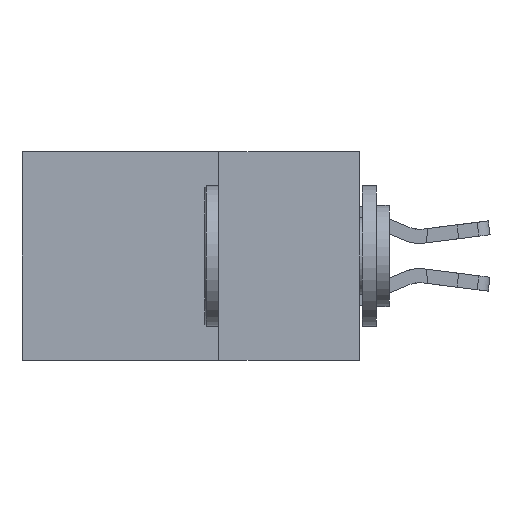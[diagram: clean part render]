
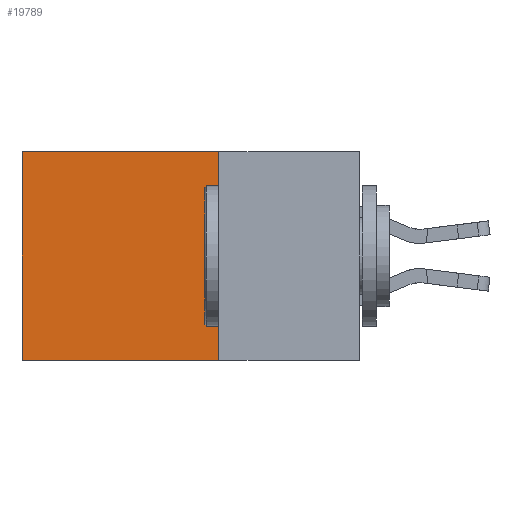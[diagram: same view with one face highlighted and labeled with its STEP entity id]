
A CAD part, left-side view. The second image highlights one B-rep face of the part: STEP entity #19789.
In plain terms, the highlighted planar face has unit normal (-1, 0, 0).
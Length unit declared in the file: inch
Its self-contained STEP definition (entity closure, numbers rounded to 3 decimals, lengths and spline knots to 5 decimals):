
#105 = CARTESIAN_POINT ( 'NONE',  ( 0.2875, 0.25, -0.37 ) ) ;
#310 = AXIS2_PLACEMENT_3D ( 'NONE', #19857, #13667, #21818 ) ;
#1385 = LINE ( 'NONE', #105, #8374 ) ;
#2243 = CARTESIAN_POINT ( 'NONE',  ( 0.2875, 0.6, -0.37 ) ) ;
#3124 = EDGE_CURVE ( 'NONE', #4770, #5796, #18893, .T. ) ;
#3335 = CARTESIAN_POINT ( 'NONE',  ( 0.2875, 0.25, 0. ) ) ;
#3443 = EDGE_LOOP ( 'NONE', ( #17195, #4994, #17246, #23884 ) ) ;
#4770 = VERTEX_POINT ( 'NONE', #13033 ) ;
#4994 = ORIENTED_EDGE ( 'NONE', *, *, #10132, .F. ) ;
#5755 = LINE ( 'NONE', #23160, #19944 ) ;
#5796 = VERTEX_POINT ( 'NONE', #2243 ) ;
#6190 = EDGE_CURVE ( 'NONE', #15132, #4770, #12735, .T. ) ;
#7436 = DIRECTION ( 'NONE',  ( 0., 1., 0. ) ) ;
#8374 = VECTOR ( 'NONE', #12682, 39.37008 ) ;
#10132 = EDGE_CURVE ( 'NONE', #12979, #5796, #1385, .T. ) ;
#11782 = EDGE_CURVE ( 'NONE', #15132, #12979, #5755, .T. ) ;
#12682 = DIRECTION ( 'NONE',  ( 0., 1., 0. ) ) ;
#12735 = LINE ( 'NONE', #3335, #15547 ) ;
#12979 = VERTEX_POINT ( 'NONE', #19442 ) ;
#13033 = CARTESIAN_POINT ( 'NONE',  ( 0.2875, 0.6, 0. ) ) ;
#13667 = DIRECTION ( 'NONE',  ( 1., 0., 0. ) ) ;
#13938 = PLANE ( 'NONE',  #310 ) ;
#15132 = VERTEX_POINT ( 'NONE', #24768 ) ;
#15547 = VECTOR ( 'NONE', #7436, 39.37008 ) ;
#15749 = DIRECTION ( 'NONE',  ( 0., 0., -1. ) ) ;
#17195 = ORIENTED_EDGE ( 'NONE', *, *, #3124, .T. ) ;
#17246 = ORIENTED_EDGE ( 'NONE', *, *, #11782, .F. ) ;
#17664 = FACE_OUTER_BOUND ( 'NONE', #3443, .T. ) ;
#18893 = LINE ( 'NONE', #25763, #19836 ) ;
#19442 = CARTESIAN_POINT ( 'NONE',  ( 0.2875, 0.25, -0.37 ) ) ;
#19789 = ADVANCED_FACE ( 'NONE', ( #17664 ), #13938, .F. ) ;
#19836 = VECTOR ( 'NONE', #15749, 39.37008 ) ;
#19857 = CARTESIAN_POINT ( 'NONE',  ( 0.2875, 0.25, 0. ) ) ;
#19944 = VECTOR ( 'NONE', #25296, 39.37008 ) ;
#21818 = DIRECTION ( 'NONE',  ( 0., 0., -1. ) ) ;
#23160 = CARTESIAN_POINT ( 'NONE',  ( 0.2875, 0.25, 0. ) ) ;
#23884 = ORIENTED_EDGE ( 'NONE', *, *, #6190, .T. ) ;
#24768 = CARTESIAN_POINT ( 'NONE',  ( 0.2875, 0.25, 0. ) ) ;
#25296 = DIRECTION ( 'NONE',  ( 0., 0., -1. ) ) ;
#25763 = CARTESIAN_POINT ( 'NONE',  ( 0.2875, 0.6, 0. ) ) ;
